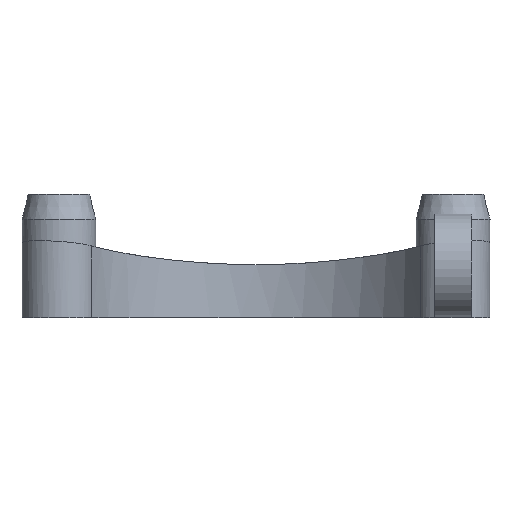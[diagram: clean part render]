
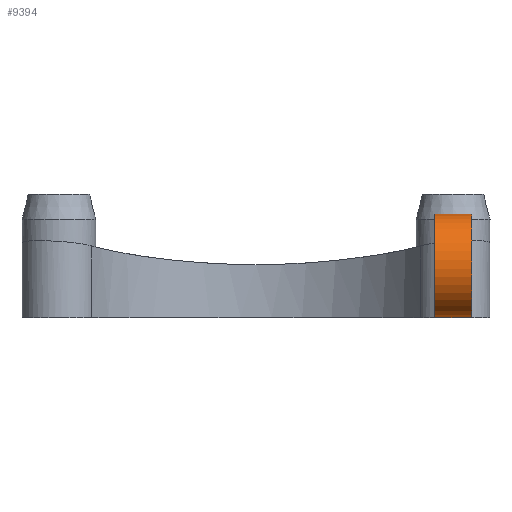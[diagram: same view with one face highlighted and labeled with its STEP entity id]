
A CAD part, left-side view. The second image highlights one B-rep face of the part: STEP entity #9394.
In plain terms, the highlighted cylindrical face has radius 4.2 mm (diameter 8.4 mm), a partial arc.
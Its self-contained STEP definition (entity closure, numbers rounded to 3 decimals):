
#7410 = PLANE('',#7411);
#7411 = AXIS2_PLACEMENT_3D('',#7412,#7413,#7414);
#7412 = CARTESIAN_POINT('',(-26.4,-17.5,6.));
#7413 = DIRECTION('',(0.391,0.,0.92));
#7414 = DIRECTION('',(-0.92,0.,0.391));
#7438 = PLANE('',#7439);
#7439 = AXIS2_PLACEMENT_3D('',#7440,#7441,#7442);
#7440 = CARTESIAN_POINT('',(-31.706,-14.5,3.892));
#7441 = DIRECTION('',(0.,1.,0.));
#7442 = DIRECTION('',(0.,0.,1.));
#8598 = PLANE('',#8599);
#8599 = AXIS2_PLACEMENT_3D('',#8600,#8601,#8602);
#8600 = CARTESIAN_POINT('',(-31.706,-17.5,3.892));
#8601 = DIRECTION('',(0.,1.,0.));
#8602 = DIRECTION('',(0.,0.,1.));
#8746 = VERTEX_POINT('',#8747);
#8747 = CARTESIAN_POINT('',(-32.9,-14.5,0.));
#8761 = PLANE('',#8762);
#8762 = AXIS2_PLACEMENT_3D('',#8763,#8764,#8765);
#8763 = CARTESIAN_POINT('',(-32.9,-17.5,0.));
#8764 = DIRECTION('',(0.,0.,-1.));
#8765 = DIRECTION('',(1.,0.,0.));
#8773 = EDGE_CURVE('',#8746,#8774,#8776,.T.);
#8774 = VERTEX_POINT('',#8775);
#8775 = CARTESIAN_POINT('',(-31.256,-14.5,8.065));
#8776 = SURFACE_CURVE('',#8777,(#8782,#8789),.PCURVE_S1.);
#8777 = CIRCLE('',#8778,4.2);
#8778 = AXIS2_PLACEMENT_3D('',#8779,#8780,#8781);
#8779 = CARTESIAN_POINT('',(-32.9,-14.5,4.2));
#8780 = DIRECTION('',(0.,1.,-0.));
#8781 = DIRECTION('',(-1.,0.,0.));
#8782 = PCURVE('',#7438,#8783);
#8783 = DEFINITIONAL_REPRESENTATION('',(#8784),#8788);
#8784 = CIRCLE('',#8785,4.2);
#8785 = AXIS2_PLACEMENT_2D('',#8786,#8787);
#8786 = CARTESIAN_POINT('',(0.308,-1.194));
#8787 = DIRECTION('',(0.,-1.));
#8788 = ( GEOMETRIC_REPRESENTATION_CONTEXT(2) 
PARAMETRIC_REPRESENTATION_CONTEXT() REPRESENTATION_CONTEXT('2D SPACE',''
  ) );
#8789 = PCURVE('',#8790,#8795);
#8790 = CYLINDRICAL_SURFACE('',#8791,4.2);
#8791 = AXIS2_PLACEMENT_3D('',#8792,#8793,#8794);
#8792 = CARTESIAN_POINT('',(-32.9,-17.5,4.2));
#8793 = DIRECTION('',(0.,-1.,0.));
#8794 = DIRECTION('',(-1.,0.,0.));
#8795 = DEFINITIONAL_REPRESENTATION('',(#8796),#8800);
#8796 = LINE('',#8797,#8798);
#8797 = CARTESIAN_POINT('',(-0.,-3.));
#8798 = VECTOR('',#8799,1.);
#8799 = DIRECTION('',(-1.,0.));
#8800 = ( GEOMETRIC_REPRESENTATION_CONTEXT(2) 
PARAMETRIC_REPRESENTATION_CONTEXT() REPRESENTATION_CONTEXT('2D SPACE',''
  ) );
#8860 = VERTEX_POINT('',#8861);
#8861 = CARTESIAN_POINT('',(-31.256,-17.5,8.065));
#8885 = EDGE_CURVE('',#8860,#8774,#8886,.T.);
#8886 = SURFACE_CURVE('',#8887,(#8891,#8898),.PCURVE_S1.);
#8887 = LINE('',#8888,#8889);
#8888 = CARTESIAN_POINT('',(-31.256,-17.5,8.065));
#8889 = VECTOR('',#8890,1.);
#8890 = DIRECTION('',(0.,1.,0.));
#8891 = PCURVE('',#7410,#8892);
#8892 = DEFINITIONAL_REPRESENTATION('',(#8893),#8897);
#8893 = LINE('',#8894,#8895);
#8894 = CARTESIAN_POINT('',(5.277,0.));
#8895 = VECTOR('',#8896,1.);
#8896 = DIRECTION('',(0.,-1.));
#8897 = ( GEOMETRIC_REPRESENTATION_CONTEXT(2) 
PARAMETRIC_REPRESENTATION_CONTEXT() REPRESENTATION_CONTEXT('2D SPACE',''
  ) );
#8898 = PCURVE('',#8790,#8899);
#8899 = DEFINITIONAL_REPRESENTATION('',(#8900),#8904);
#8900 = LINE('',#8901,#8902);
#8901 = CARTESIAN_POINT('',(-8.256,0.));
#8902 = VECTOR('',#8903,1.);
#8903 = DIRECTION('',(-0.,-1.));
#8904 = ( GEOMETRIC_REPRESENTATION_CONTEXT(2) 
PARAMETRIC_REPRESENTATION_CONTEXT() REPRESENTATION_CONTEXT('2D SPACE',''
  ) );
#9236 = VERTEX_POINT('',#9237);
#9237 = CARTESIAN_POINT('',(-32.9,-17.5,0.));
#9258 = EDGE_CURVE('',#9236,#8860,#9259,.T.);
#9259 = SURFACE_CURVE('',#9260,(#9265,#9272),.PCURVE_S1.);
#9260 = CIRCLE('',#9261,4.2);
#9261 = AXIS2_PLACEMENT_3D('',#9262,#9263,#9264);
#9262 = CARTESIAN_POINT('',(-32.9,-17.5,4.2));
#9263 = DIRECTION('',(0.,1.,-0.));
#9264 = DIRECTION('',(-1.,0.,0.));
#9265 = PCURVE('',#8598,#9266);
#9266 = DEFINITIONAL_REPRESENTATION('',(#9267),#9271);
#9267 = CIRCLE('',#9268,4.2);
#9268 = AXIS2_PLACEMENT_2D('',#9269,#9270);
#9269 = CARTESIAN_POINT('',(0.308,-1.194));
#9270 = DIRECTION('',(0.,-1.));
#9271 = ( GEOMETRIC_REPRESENTATION_CONTEXT(2) 
PARAMETRIC_REPRESENTATION_CONTEXT() REPRESENTATION_CONTEXT('2D SPACE',''
  ) );
#9272 = PCURVE('',#8790,#9273);
#9273 = DEFINITIONAL_REPRESENTATION('',(#9274),#9278);
#9274 = LINE('',#9275,#9276);
#9275 = CARTESIAN_POINT('',(-0.,0.));
#9276 = VECTOR('',#9277,1.);
#9277 = DIRECTION('',(-1.,0.));
#9278 = ( GEOMETRIC_REPRESENTATION_CONTEXT(2) 
PARAMETRIC_REPRESENTATION_CONTEXT() REPRESENTATION_CONTEXT('2D SPACE',''
  ) );
#9347 = EDGE_CURVE('',#9236,#8746,#9348,.T.);
#9348 = SURFACE_CURVE('',#9349,(#9353,#9360),.PCURVE_S1.);
#9349 = LINE('',#9350,#9351);
#9350 = CARTESIAN_POINT('',(-32.9,-17.5,0.));
#9351 = VECTOR('',#9352,1.);
#9352 = DIRECTION('',(0.,1.,0.));
#9353 = PCURVE('',#8761,#9354);
#9354 = DEFINITIONAL_REPRESENTATION('',(#9355),#9359);
#9355 = LINE('',#9356,#9357);
#9356 = CARTESIAN_POINT('',(0.,-0.));
#9357 = VECTOR('',#9358,1.);
#9358 = DIRECTION('',(0.,-1.));
#9359 = ( GEOMETRIC_REPRESENTATION_CONTEXT(2) 
PARAMETRIC_REPRESENTATION_CONTEXT() REPRESENTATION_CONTEXT('2D SPACE',''
  ) );
#9360 = PCURVE('',#8790,#9361);
#9361 = DEFINITIONAL_REPRESENTATION('',(#9362),#9366);
#9362 = LINE('',#9363,#9364);
#9363 = CARTESIAN_POINT('',(-4.712,0.));
#9364 = VECTOR('',#9365,1.);
#9365 = DIRECTION('',(-0.,-1.));
#9366 = ( GEOMETRIC_REPRESENTATION_CONTEXT(2) 
PARAMETRIC_REPRESENTATION_CONTEXT() REPRESENTATION_CONTEXT('2D SPACE',''
  ) );
#9394 = ADVANCED_FACE('',(#9395),#8790,.T.);
#9395 = FACE_BOUND('',#9396,.F.);
#9396 = EDGE_LOOP('',(#9397,#9398,#9399,#9400));
#9397 = ORIENTED_EDGE('',*,*,#9347,.T.);
#9398 = ORIENTED_EDGE('',*,*,#8773,.T.);
#9399 = ORIENTED_EDGE('',*,*,#8885,.F.);
#9400 = ORIENTED_EDGE('',*,*,#9258,.F.);
